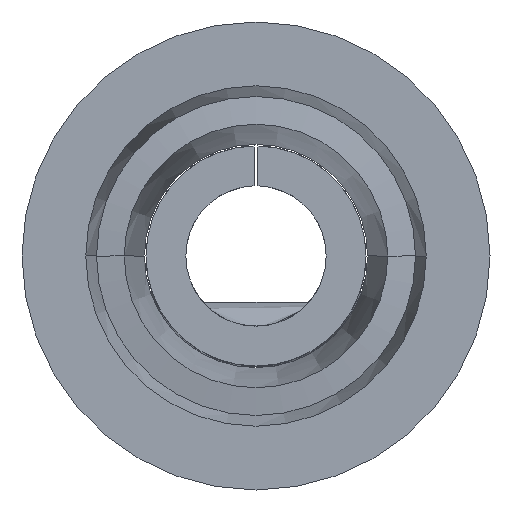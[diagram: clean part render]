
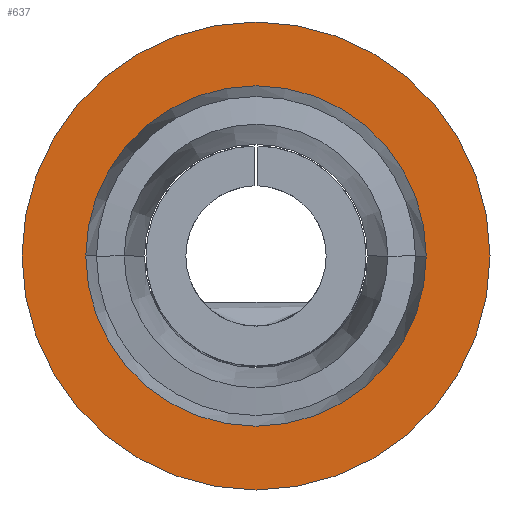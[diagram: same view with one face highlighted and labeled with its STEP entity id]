
A CAD part, front view. The second image highlights one B-rep face of the part: STEP entity #637.
In plain terms, the highlighted planar face has unit normal (0, -1, 0).
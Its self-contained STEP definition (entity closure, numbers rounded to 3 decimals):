
#22 = EDGE_CURVE ( 'NONE', #1748, #167, #250, .T. ) ;
#80 = AXIS2_PLACEMENT_3D ( 'NONE', #1804, #429, #1207 ) ;
#84 = CARTESIAN_POINT ( 'NONE',  ( -2.135, -16.29, 0.98 ) ) ;
#167 = VERTEX_POINT ( 'NONE', #1094 ) ;
#176 = AXIS2_PLACEMENT_3D ( 'NONE', #1746, #544, #1131 ) ;
#185 = CIRCLE ( 'NONE', #899, 2.135 ) ;
#200 = DIRECTION ( 'NONE',  ( -1., 0., 0. ) ) ;
#203 = ORIENTED_EDGE ( 'NONE', *, *, #351, .F. ) ;
#250 = CIRCLE ( 'NONE', #80, 2.935 ) ;
#252 = EDGE_LOOP ( 'NONE', ( #1504, #1292 ) ) ;
#286 = EDGE_CURVE ( 'NONE', #364, #1589, #185, .T. ) ;
#351 = EDGE_CURVE ( 'NONE', #167, #1748, #715, .T. ) ;
#364 = VERTEX_POINT ( 'NONE', #84 ) ;
#376 = DIRECTION ( 'NONE',  ( -1., 0., 0. ) ) ;
#429 = DIRECTION ( 'NONE',  ( 0., 1., 0. ) ) ;
#514 = DIRECTION ( 'NONE',  ( 0., 1., 0. ) ) ;
#542 = CARTESIAN_POINT ( 'NONE',  ( 0., -16.29, 0.98 ) ) ;
#544 = DIRECTION ( 'NONE',  ( 0., 1., 0. ) ) ;
#637 = ADVANCED_FACE ( 'NONE', ( #1052, #1428 ), #1495, .T. ) ;
#707 = ORIENTED_EDGE ( 'NONE', *, *, #22, .F. ) ;
#715 = CIRCLE ( 'NONE', #176, 2.935 ) ;
#891 = DIRECTION ( 'NONE',  ( 0., -1., 0. ) ) ;
#899 = AXIS2_PLACEMENT_3D ( 'NONE', #1716, #982, #200 ) ;
#982 = DIRECTION ( 'NONE',  ( 0., 1., 0. ) ) ;
#1052 = FACE_BOUND ( 'NONE', #252, .T. ) ;
#1094 = CARTESIAN_POINT ( 'NONE',  ( -2.935, -16.29, 0.98 ) ) ;
#1131 = DIRECTION ( 'NONE',  ( -1., 0., 0. ) ) ;
#1207 = DIRECTION ( 'NONE',  ( -1., 0., 0. ) ) ;
#1251 = EDGE_CURVE ( 'NONE', #1589, #364, #1501, .T. ) ;
#1254 = CARTESIAN_POINT ( 'NONE',  ( 2.935, -16.29, 0.98 ) ) ;
#1292 = ORIENTED_EDGE ( 'NONE', *, *, #1251, .T. ) ;
#1301 = AXIS2_PLACEMENT_3D ( 'NONE', #542, #514, #376 ) ;
#1428 = FACE_OUTER_BOUND ( 'NONE', #1479, .T. ) ;
#1448 = AXIS2_PLACEMENT_3D ( 'NONE', #1489, #891, #1789 ) ;
#1479 = EDGE_LOOP ( 'NONE', ( #203, #707 ) ) ;
#1489 = CARTESIAN_POINT ( 'NONE',  ( -2.935, -16.29, 0.98 ) ) ;
#1495 = PLANE ( 'NONE',  #1448 ) ;
#1501 = CIRCLE ( 'NONE', #1301, 2.135 ) ;
#1504 = ORIENTED_EDGE ( 'NONE', *, *, #286, .T. ) ;
#1534 = CARTESIAN_POINT ( 'NONE',  ( 2.135, -16.29, 0.98 ) ) ;
#1589 = VERTEX_POINT ( 'NONE', #1534 ) ;
#1716 = CARTESIAN_POINT ( 'NONE',  ( 0., -16.29, 0.98 ) ) ;
#1746 = CARTESIAN_POINT ( 'NONE',  ( 0., -16.29, 0.98 ) ) ;
#1748 = VERTEX_POINT ( 'NONE', #1254 ) ;
#1789 = DIRECTION ( 'NONE',  ( 1., 0., 0. ) ) ;
#1804 = CARTESIAN_POINT ( 'NONE',  ( 0., -16.29, 0.98 ) ) ;
